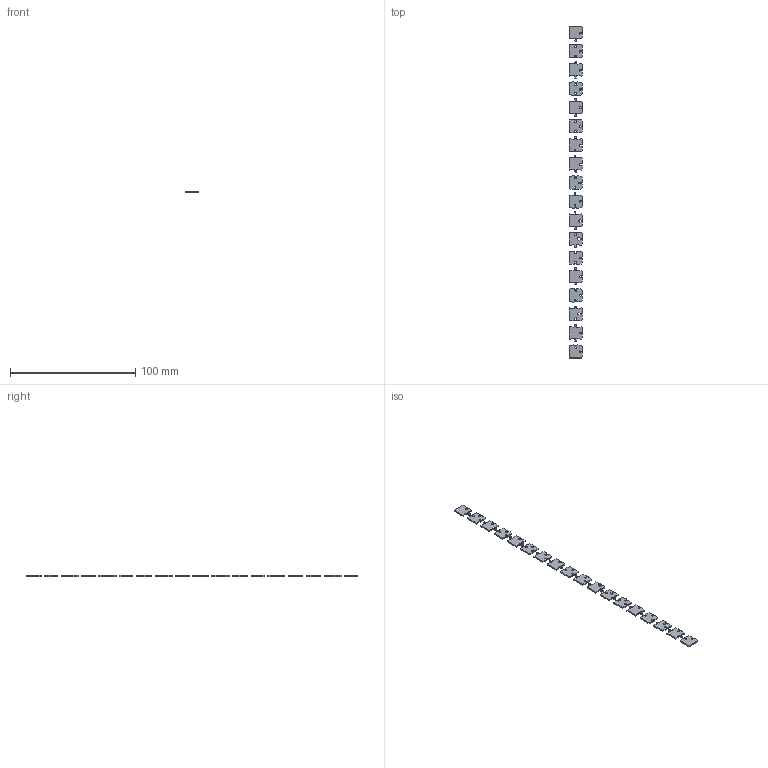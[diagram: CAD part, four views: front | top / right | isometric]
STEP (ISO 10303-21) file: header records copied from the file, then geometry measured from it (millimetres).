
FILE_DESCRIPTION(('HOOPS Exchange Step'),'2;1');
FILE_NAME('temp_export','2024-08-09T12:58:11+08:00',('sharma21'),('Shapr3D Limited'),'HOOPS Exchange 2024.2','Shapr3D','Authorized');
FILE_SCHEMA( ('AP242_MANAGED_MODEL_BASED_3D_ENGINEERING_MIM_LF {1 0 10303 442 1 1 4 }') );
Length unit declared in the file: millimetre
Products named in the file (1): root
Bounding box: 10.56 x 265 x 1 mm (x, y, z)
Volume: 1807.9 mm3; surface area: 4566.4 mm2
Topology: 18 solids, 18 shells, 108 faces, 216 edges, 144 vertices
Faces by surface type: plane 56, bspline 52
Entity records: 3487 total; most frequent: CARTESIAN_POINT 1562, ORIENTED_EDGE 432, DIRECTION 228, EDGE_CURVE 216, VERTEX_POINT 144, VECTOR 112, LINE 112, EDGE_LOOP 108
